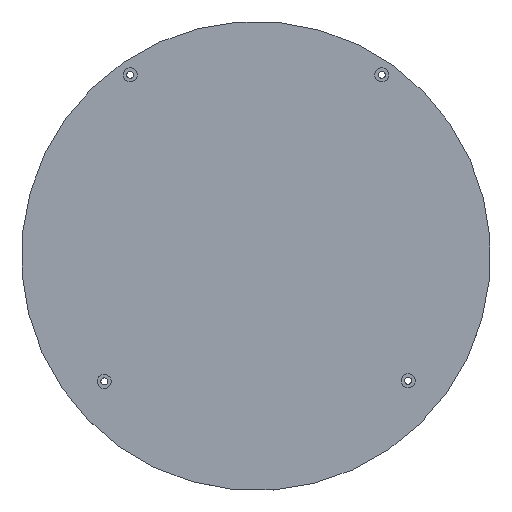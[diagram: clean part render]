
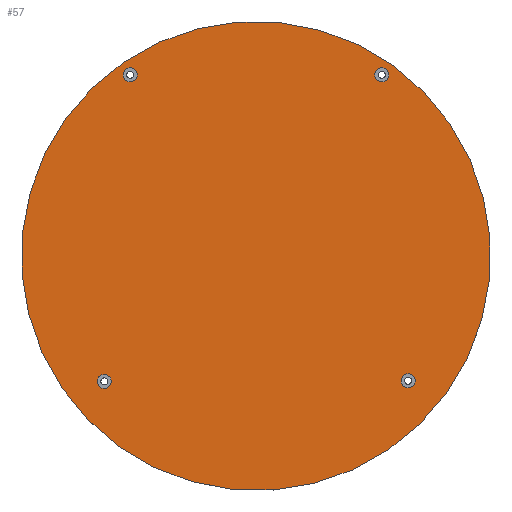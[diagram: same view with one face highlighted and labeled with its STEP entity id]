
A CAD part, top view. The second image highlights one B-rep face of the part: STEP entity #57.
In plain terms, the highlighted planar face has unit normal (0, 0, 1).
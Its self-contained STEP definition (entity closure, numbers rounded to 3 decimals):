
#57=ADVANCED_FACE('',(#104,#106,#108,#110,#112),#114,.T.);
#104=FACE_BOUND('',#105,.T.);
#105=EDGE_LOOP('',(#223));
#106=FACE_BOUND('',#107,.T.);
#107=EDGE_LOOP('',(#224));
#108=FACE_BOUND('',#109,.T.);
#109=EDGE_LOOP('',(#225));
#110=FACE_BOUND('',#111,.T.);
#111=EDGE_LOOP('',(#226));
#112=FACE_BOUND('',#113,.T.);
#113=EDGE_LOOP('',(#227));
#114=PLANE('',#115);
#115=AXIS2_PLACEMENT_3D('',#116,#117,#118);
#116=CARTESIAN_POINT('',(0.,0.,4.));
#117=DIRECTION('',(0.,0.,1.));
#118=DIRECTION('',(-1.,0.,0.));
#223=ORIENTED_EDGE('',*,*,#259,.T.);
#224=ORIENTED_EDGE('',*,*,#260,.T.);
#225=ORIENTED_EDGE('',*,*,#261,.T.);
#226=ORIENTED_EDGE('',*,*,#262,.T.);
#227=ORIENTED_EDGE('',*,*,#263,.T.);
#259=EDGE_CURVE('',#285,#285,#286,.T.);
#260=EDGE_CURVE('',#287,#287,#288,.F.);
#261=EDGE_CURVE('',#289,#289,#290,.F.);
#262=EDGE_CURVE('',#291,#291,#292,.F.);
#263=EDGE_CURVE('',#293,#293,#294,.F.);
#285=VERTEX_POINT('',#345);
#286=CIRCLE('',#346,100.);
#287=VERTEX_POINT('',#350);
#288=CIRCLE('',#351,3.);
#289=VERTEX_POINT('',#355);
#290=CIRCLE('',#356,3.);
#291=VERTEX_POINT('',#360);
#292=CIRCLE('',#361,3.);
#293=VERTEX_POINT('',#365);
#294=CIRCLE('',#366,3.);
#345=CARTESIAN_POINT('',(27.239,96.219,4.));
#346=AXIS2_PLACEMENT_3D('',#347,#348,#349);
#347=CARTESIAN_POINT('',(0.,0.,4.));
#348=DIRECTION('',(0.,0.,1.));
#349=DIRECTION('',(-1.,0.,0.));
#350=CARTESIAN_POINT('',(-61.648,-53.464,4.));
#351=AXIS2_PLACEMENT_3D('',#352,#353,#354);
#352=CARTESIAN_POINT('',(-64.648,-53.464,4.));
#353=DIRECTION('',(0.,0.,1.));
#354=DIRECTION('',(1.,0.,0.));
#355=CARTESIAN_POINT('',(-50.607,77.216,4.));
#356=AXIS2_PLACEMENT_3D('',#357,#358,#359);
#357=CARTESIAN_POINT('',(-53.607,77.216,4.));
#358=DIRECTION('',(0.,0.,1.));
#359=DIRECTION('',(1.,0.,0.));
#360=CARTESIAN_POINT('',(56.607,77.216,4.));
#361=AXIS2_PLACEMENT_3D('',#362,#363,#364);
#362=CARTESIAN_POINT('',(53.607,77.216,4.));
#363=DIRECTION('',(0.,0.,1.));
#364=DIRECTION('',(1.,0.,0.));
#365=CARTESIAN_POINT('',(67.827,-53.154,4.));
#366=AXIS2_PLACEMENT_3D('',#367,#368,#369);
#367=CARTESIAN_POINT('',(64.827,-53.154,4.));
#368=DIRECTION('',(0.,0.,1.));
#369=DIRECTION('',(1.,0.,0.));
